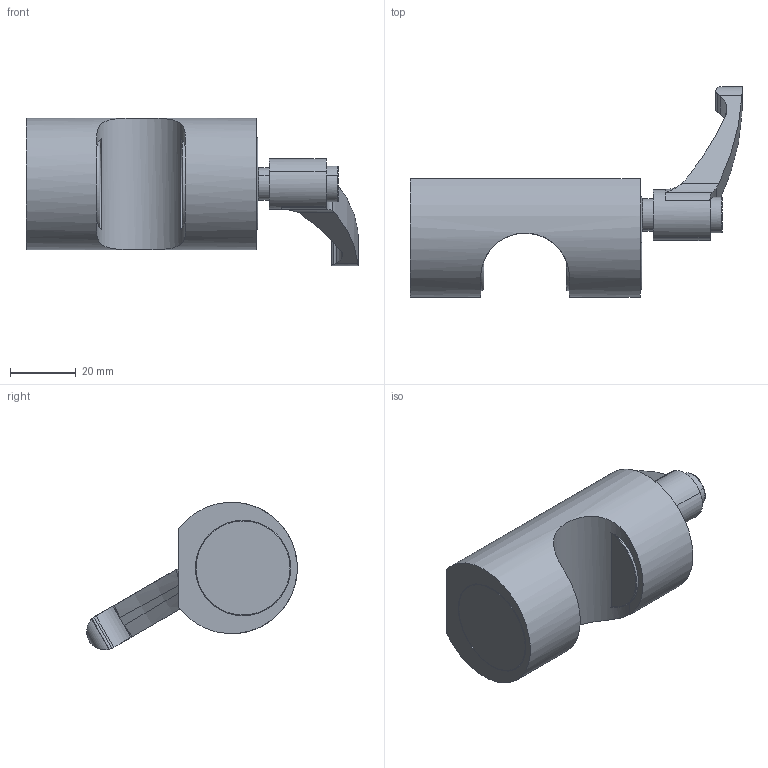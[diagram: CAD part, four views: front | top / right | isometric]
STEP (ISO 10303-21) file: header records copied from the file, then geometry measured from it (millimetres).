
FILE_DESCRIPTION((''),'2;1');
FILE_NAME('FRCCMAN25_SW0002','2020-10-16T11:52:06',('anacleto.m'),(''),'CREO PARAMETRIC BY PTC INC, 2020154','CREO PARAMETRIC BY PTC INC, 2020154','');
FILE_SCHEMA(('CONFIG_CONTROL_DESIGN'));
Length unit declared in the file: millimetre
Products named in the file (1): FRCCMAN25_SW0002
Bounding box: 101 x 64.07 x 44.87 mm (x, y, z)
Volume: 74331.3 mm3; surface area: 17997 mm2
Topology: 1 solids, 1 shells, 128 faces, 333 edges, 200 vertices
Faces by surface type: cylinder 48, plane 36, cone 30, torus 12, bspline 2
Entity records: 4197 total; most frequent: CARTESIAN_POINT 1098, DIRECTION 667, ORIENTED_EDGE 630, EDGE_CURVE 315, AXIS2_PLACEMENT_3D 271, VERTEX_POINT 198, CIRCLE 145, EDGE_LOOP 139
